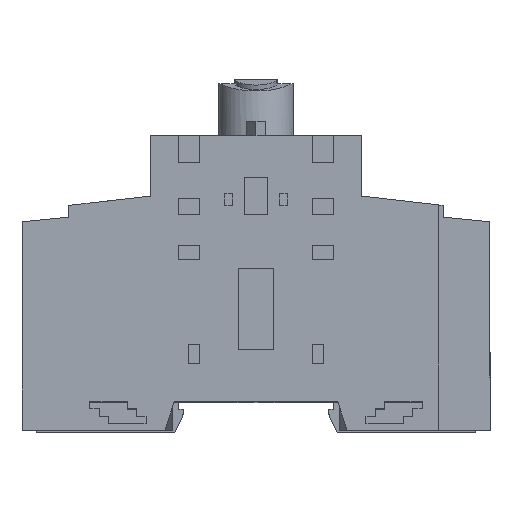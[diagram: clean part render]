
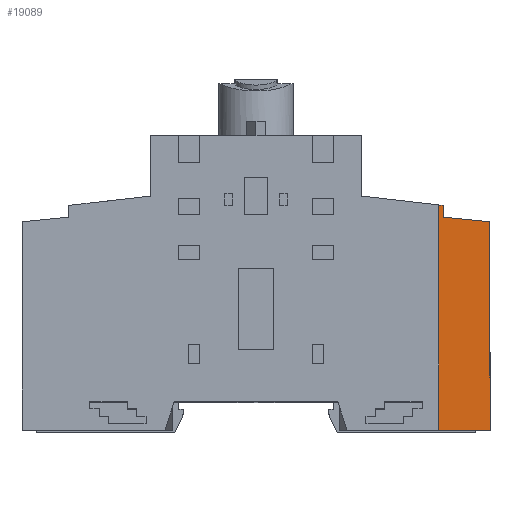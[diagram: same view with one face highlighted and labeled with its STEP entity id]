
A CAD part, top view. The second image highlights one B-rep face of the part: STEP entity #19089.
In plain terms, the highlighted planar face has unit normal (0, 0, 1).
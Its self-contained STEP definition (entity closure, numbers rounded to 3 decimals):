
#269 = EDGE_CURVE ( 'NONE', #2934, #29122, #24490, .T. ) ;
#1731 = ORIENTED_EDGE ( 'NONE', *, *, #15628, .T. ) ;
#2934 = VERTEX_POINT ( 'NONE', #28779 ) ;
#4280 = LINE ( 'NONE', #26352, #18548 ) ;
#4411 = CARTESIAN_POINT ( 'NONE',  ( 50., 3.5, 46.5 ) ) ;
#5025 = VERTEX_POINT ( 'NONE', #31914 ) ;
#6380 = VECTOR ( 'NONE', #23399, 1000. ) ;
#7241 = LINE ( 'NONE', #4411, #8322 ) ;
#8322 = VECTOR ( 'NONE', #15272, 1000. ) ;
#9196 = CARTESIAN_POINT ( 'NONE',  ( 50., 3.5, 46.5 ) ) ;
#9955 = DIRECTION ( 'NONE',  ( 0., 1., 0. ) ) ;
#10226 = CARTESIAN_POINT ( 'NONE',  ( 39., 3.5, 46.5 ) ) ;
#10398 = DIRECTION ( 'NONE',  ( -0.994, 0.114, 0. ) ) ;
#11264 = ORIENTED_EDGE ( 'NONE', *, *, #11884, .T. ) ;
#11653 = ORIENTED_EDGE ( 'NONE', *, *, #33024, .T. ) ;
#11849 = ORIENTED_EDGE ( 'NONE', *, *, #269, .F. ) ;
#11880 = DIRECTION ( 'NONE',  ( -1., 0., 0. ) ) ;
#11884 = EDGE_CURVE ( 'NONE', #18787, #32706, #4280, .T. ) ;
#12313 = EDGE_CURVE ( 'NONE', #5025, #12570, #7241, .T. ) ;
#12570 = VERTEX_POINT ( 'NONE', #22029 ) ;
#13570 = CARTESIAN_POINT ( 'NONE',  ( 40., 48., 46.5 ) ) ;
#15147 = LINE ( 'NONE', #26015, #27517 ) ;
#15272 = DIRECTION ( 'NONE',  ( 0., 1., 0. ) ) ;
#15407 = CARTESIAN_POINT ( 'NONE',  ( 54.891, 46.298, 46.5 ) ) ;
#15628 = EDGE_CURVE ( 'NONE', #32706, #29122, #20569, .T. ) ;
#18548 = VECTOR ( 'NONE', #9955, 1000. ) ;
#18787 = VERTEX_POINT ( 'NONE', #25813 ) ;
#19089 = ADVANCED_FACE ( 'NONE', ( #23274 ), #34114, .F. ) ;
#20569 = LINE ( 'NONE', #15407, #22504 ) ;
#22029 = CARTESIAN_POINT ( 'NONE',  ( 50., 44.5, 46.5 ) ) ;
#22504 = VECTOR ( 'NONE', #10398, 1000. ) ;
#23274 = FACE_OUTER_BOUND ( 'NONE', #28620, .T. ) ;
#23337 = DIRECTION ( 'NONE',  ( 1., 0., 0. ) ) ;
#23399 = DIRECTION ( 'NONE',  ( -0.995, 0.1, 0. ) ) ;
#24490 = LINE ( 'NONE', #10226, #26047 ) ;
#25813 = CARTESIAN_POINT ( 'NONE',  ( 40., 45.5, 46.5 ) ) ;
#26015 = CARTESIAN_POINT ( 'NONE',  ( 50., 0., 46.5 ) ) ;
#26047 = VECTOR ( 'NONE', #27154, 1000. ) ;
#26352 = CARTESIAN_POINT ( 'NONE',  ( 40., 3.5, 46.5 ) ) ;
#26700 = AXIS2_PLACEMENT_3D ( 'NONE', #9196, #33770, #11880 ) ;
#27013 = ORIENTED_EDGE ( 'NONE', *, *, #12313, .T. ) ;
#27154 = DIRECTION ( 'NONE',  ( 0., 1., 0. ) ) ;
#27517 = VECTOR ( 'NONE', #23337, 1000. ) ;
#28570 = CARTESIAN_POINT ( 'NONE',  ( 54.059, 44.094, 46.5 ) ) ;
#28620 = EDGE_LOOP ( 'NONE', ( #27013, #31602, #11264, #1731, #11849, #11653 ) ) ;
#28779 = CARTESIAN_POINT ( 'NONE',  ( 39., 0., 46.5 ) ) ;
#29122 = VERTEX_POINT ( 'NONE', #32423 ) ;
#31319 = EDGE_CURVE ( 'NONE', #12570, #18787, #34244, .T. ) ;
#31602 = ORIENTED_EDGE ( 'NONE', *, *, #31319, .T. ) ;
#31914 = CARTESIAN_POINT ( 'NONE',  ( 50., 0., 46.5 ) ) ;
#32423 = CARTESIAN_POINT ( 'NONE',  ( 39., 48.114, 46.5 ) ) ;
#32706 = VERTEX_POINT ( 'NONE', #13570 ) ;
#33024 = EDGE_CURVE ( 'NONE', #2934, #5025, #15147, .T. ) ;
#33770 = DIRECTION ( 'NONE',  ( 0., 0., -1. ) ) ;
#34114 = PLANE ( 'NONE',  #26700 ) ;
#34244 = LINE ( 'NONE', #28570, #6380 ) ;
